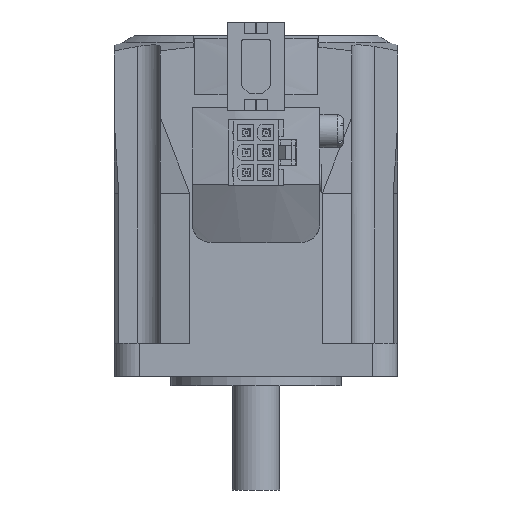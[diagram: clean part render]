
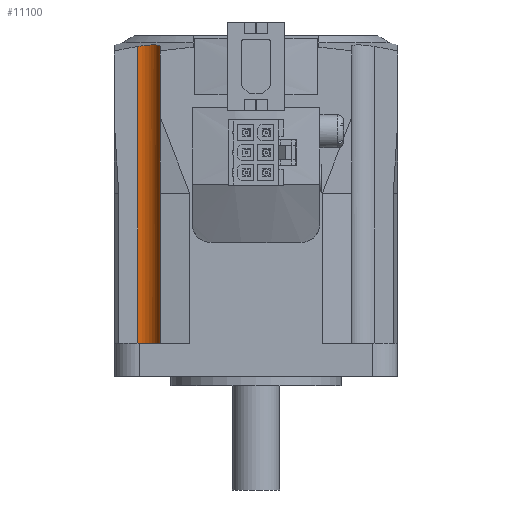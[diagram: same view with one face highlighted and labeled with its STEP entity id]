
A CAD part, front view. The second image highlights one B-rep face of the part: STEP entity #11100.
In plain terms, the highlighted cylindrical face has radius 4.8 mm (diameter 9.6 mm), a partial arc.
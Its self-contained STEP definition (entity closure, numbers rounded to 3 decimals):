
#383 = B_SPLINE_CURVE_WITH_KNOTS ( 'NONE', 3,
 ( #10701, #4877, #13610, #4935, #15051, #6411, #16477, #7868, #17952, #9303, #637, #10764, #2081, #12206, #3535, #13678, #4994, #15109 ),
 .UNSPECIFIED., .F., .F.,
 ( 4, 2, 2, 2, 2, 2, 2, 2, 4 ),
 ( 0., 0.001, 0.002, 0.003, 0.004, 0.005, 0.006, 0.007, 0.008 ),
 .UNSPECIFIED. ) ;
#623 = ORIENTED_EDGE ( 'NONE', *, *, #13927, .T. ) ;
#637 = CARTESIAN_POINT ( 'NONE',  ( -21.185, -22.07, 70.051 ) ) ;
#1104 = ORIENTED_EDGE ( 'NONE', *, *, #6989, .F. ) ;
#1319 = CARTESIAN_POINT ( 'NONE',  ( -25., -20.2, 69.719 ) ) ;
#2081 = CARTESIAN_POINT ( 'NONE',  ( -20.684, -22.877, 69.999 ) ) ;
#2345 = CARTESIAN_POINT ( 'NONE',  ( -25., -20.2, 7. ) ) ;
#2830 = VERTEX_POINT ( 'NONE', #6281 ) ;
#3161 = VERTEX_POINT ( 'NONE', #15772 ) ;
#3535 = CARTESIAN_POINT ( 'NONE',  ( -20.353, -23.758, 69.905 ) ) ;
#4518 = VERTEX_POINT ( 'NONE', #1319 ) ;
#4673 = CIRCLE ( 'NONE', #5394, 4.8 ) ;
#4877 = CARTESIAN_POINT ( 'NONE',  ( -24.686, -20.2, 69.773 ) ) ;
#4935 = CARTESIAN_POINT ( 'NONE',  ( -23.765, -20.351, 69.904 ) ) ;
#4994 = CARTESIAN_POINT ( 'NONE',  ( -20.2, -24.686, 69.773 ) ) ;
#5394 = AXIS2_PLACEMENT_3D ( 'NONE', #7075, #17155, #8519 ) ;
#5803 = DIRECTION ( 'NONE',  ( 0., 1., 0. ) ) ;
#6096 = FACE_OUTER_BOUND ( 'NONE', #6485, .T. ) ;
#6281 = CARTESIAN_POINT ( 'NONE',  ( -20.2, -25., 7. ) ) ;
#6411 = CARTESIAN_POINT ( 'NONE',  ( -22.879, -20.683, 69.998 ) ) ;
#6485 = EDGE_LOOP ( 'NONE', ( #13693, #623, #15279, #1104 ) ) ;
#6989 = EDGE_CURVE ( 'NONE', #4518, #3161, #383, .T. ) ;
#7075 = CARTESIAN_POINT ( 'NONE',  ( -25., -25., 7. ) ) ;
#7868 = CARTESIAN_POINT ( 'NONE',  ( -22.078, -21.179, 70.05 ) ) ;
#8519 = DIRECTION ( 'NONE',  ( 1., 0., 0. ) ) ;
#8631 = DIRECTION ( 'NONE',  ( 0., 0., 1. ) ) ;
#8766 = EDGE_CURVE ( 'NONE', #2830, #3161, #13918, .T. ) ;
#9181 = CARTESIAN_POINT ( 'NONE',  ( -20.2, -25., -22.627 ) ) ;
#9303 = CARTESIAN_POINT ( 'NONE',  ( -21.385, -21.827, 70.058 ) ) ;
#10064 = VECTOR ( 'NONE', #17827, 1000. ) ;
#10204 = VERTEX_POINT ( 'NONE', #2345 ) ;
#10701 = CARTESIAN_POINT ( 'NONE',  ( -25., -20.2, 69.719 ) ) ;
#10764 = CARTESIAN_POINT ( 'NONE',  ( -20.832, -22.598, 70.021 ) ) ;
#10930 = AXIS2_PLACEMENT_3D ( 'NONE', #14449, #8631, #5803 ) ;
#11100 = ADVANCED_FACE ( 'NONE', ( #6096 ), #12866, .F. ) ;
#11221 = LINE ( 'NONE', #15735, #15067 ) ;
#12206 = CARTESIAN_POINT ( 'NONE',  ( -20.445, -23.455, 69.941 ) ) ;
#12443 = EDGE_CURVE ( 'NONE', #10204, #4518, #11221, .T. ) ;
#12866 = CYLINDRICAL_SURFACE ( 'NONE', #10930, 4.8 ) ;
#13610 = CARTESIAN_POINT ( 'NONE',  ( -24.376, -20.231, 69.82 ) ) ;
#13678 = CARTESIAN_POINT ( 'NONE',  ( -20.231, -24.375, 69.821 ) ) ;
#13693 = ORIENTED_EDGE ( 'NONE', *, *, #12443, .F. ) ;
#13918 = LINE ( 'NONE', #9181, #10064 ) ;
#13927 = EDGE_CURVE ( 'NONE', #10204, #2830, #4673, .T. ) ;
#14307 = DIRECTION ( 'NONE',  ( 0., 0., 1. ) ) ;
#14449 = CARTESIAN_POINT ( 'NONE',  ( -25., -25., -22.627 ) ) ;
#15051 = CARTESIAN_POINT ( 'NONE',  ( -23.46, -20.443, 69.94 ) ) ;
#15067 = VECTOR ( 'NONE', #14307, 1000. ) ;
#15109 = CARTESIAN_POINT ( 'NONE',  ( -20.2, -25., 69.719 ) ) ;
#15279 = ORIENTED_EDGE ( 'NONE', *, *, #8766, .T. ) ;
#15735 = CARTESIAN_POINT ( 'NONE',  ( -25., -20.2, -22.627 ) ) ;
#15772 = CARTESIAN_POINT ( 'NONE',  ( -20.2, -25., 69.719 ) ) ;
#16477 = CARTESIAN_POINT ( 'NONE',  ( -22.602, -20.83, 70.02 ) ) ;
#17155 = DIRECTION ( 'NONE',  ( 0., 0., -1. ) ) ;
#17827 = DIRECTION ( 'NONE',  ( 0., 0., 1. ) ) ;
#17952 = CARTESIAN_POINT ( 'NONE',  ( -21.83, -21.382, 70.058 ) ) ;
